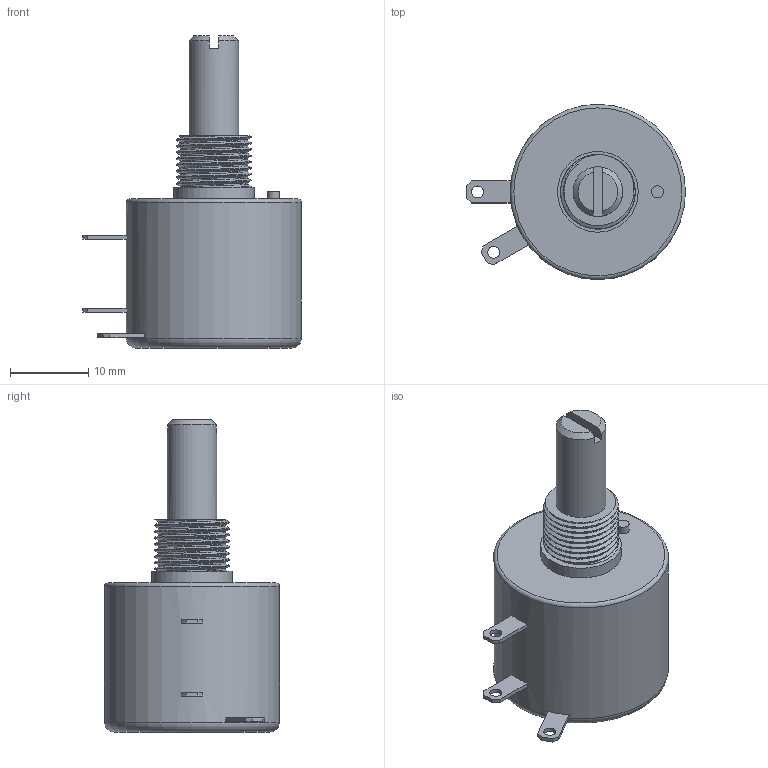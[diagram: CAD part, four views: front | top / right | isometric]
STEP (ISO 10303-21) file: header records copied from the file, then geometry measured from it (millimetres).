
FILE_DESCRIPTION(/* description */ ('Unknown'),/* implementation_level */ '2;1');
FILE_NAME(/* name */ 'MW22B-10-5K',/* time_stamp */ '2025-03-27T10:54:05+02:00',/* author */ ('Unknown'),/* organization */ ('Unknown'),/* preprocessor_version */ 'ST-DEVELOPER v19.4',/* originating_system */ 'Solid Edge',/* authorisation */ 'Unknown');
FILE_SCHEMA (('AUTOMOTIVE_DESIGN {1 0 10303 214 3 1 1}'));
Length unit declared in the file: millimetre
Products named in the file (1): MW22B-10-5K
Bounding box: 27.94 x 22.35 x 39.88 mm (x, y, z)
Volume: 8415.5 mm3; surface area: 2798 mm2
Topology: 1 solids, 1 shells, 46 faces, 118 edges, 79 vertices
Faces by surface type: plane 31, cylinder 9, cone 2, torus 2, bspline 2
Full cylindrical faces by diameter (mm): 1.524 x4, 6.35 x1, 10.312 x1, 22.352 x1
Entity records: 3714 total; most frequent: CARTESIAN_POINT 2335, DIRECTION 208, ORIENTED_EDGE 198, EDGE_CURVE 99, AXIS2_PLACEMENT_3D 76, VERTEX_POINT 71, EDGE_LOOP 68, FACE_BOUND 68
